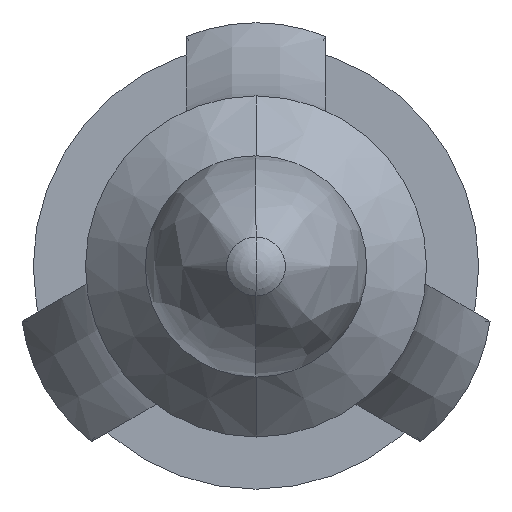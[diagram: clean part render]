
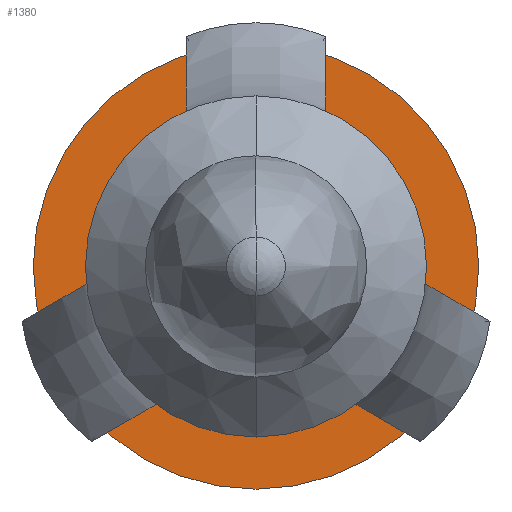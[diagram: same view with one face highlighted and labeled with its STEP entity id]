
A CAD part, left-side view. The second image highlights one B-rep face of the part: STEP entity #1380.
In plain terms, the highlighted planar face has unit normal (-1, 0, 0).
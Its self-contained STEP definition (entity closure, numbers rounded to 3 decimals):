
#252=CARTESIAN_POINT('',(0.,0.,0.));
#253=DIRECTION('',(1.,0.,0.));
#254=DIRECTION('',(0.,0.,1.));
#255=AXIS2_PLACEMENT_3D('',#252,#253,#254);
#257=CARTESIAN_POINT('',(0.,0.,0.));
#258=DIRECTION('',(1.,0.,0.));
#259=DIRECTION('',(0.,0.,-1.));
#260=AXIS2_PLACEMENT_3D('',#257,#258,#259);
#262=CARTESIAN_POINT('',(0.,0.,0.));
#263=DIRECTION('',(-1.,0.,0.));
#264=DIRECTION('',(0.,0.,1.));
#265=AXIS2_PLACEMENT_3D('',#262,#263,#264);
#267=CARTESIAN_POINT('',(0.,0.,0.));
#268=DIRECTION('',(-1.,0.,0.));
#269=DIRECTION('',(0.,0.,-1.));
#270=AXIS2_PLACEMENT_3D('',#267,#268,#269);
#897=CARTESIAN_POINT('',(0.,0.,-1.6));
#898=VERTEX_POINT('',#897);
#899=CARTESIAN_POINT('',(0.,0.,1.6));
#900=VERTEX_POINT('',#899);
#901=CARTESIAN_POINT('',(0.,0.,1.));
#902=CARTESIAN_POINT('',(0.,0.,-1.));
#903=VERTEX_POINT('',#901);
#904=VERTEX_POINT('',#902);
#1365=CARTESIAN_POINT('',(0.,0.,0.));
#1366=DIRECTION('',(1.,0.,0.));
#1367=DIRECTION('',(0.,0.,-1.));
#1368=AXIS2_PLACEMENT_3D('',#1365,#1366,#1367);
#1369=PLANE('',#1368);
#1370=ORIENTED_EDGE('',*,*,#1358,.T.);
#1371=ORIENTED_EDGE('',*,*,#1347,.T.);
#1372=EDGE_LOOP('',(#1370,#1371));
#1373=FACE_OUTER_BOUND('',#1372,.F.);
#1375=ORIENTED_EDGE('',*,*,#1374,.T.);
#1377=ORIENTED_EDGE('',*,*,#1376,.T.);
#1378=EDGE_LOOP('',(#1375,#1377));
#1379=FACE_BOUND('',#1378,.F.);
#1380=ADVANCED_FACE('',(#1373,#1379),#1369,.F.);
#256=CIRCLE('',#255,1.6);
#261=CIRCLE('',#260,1.6);
#266=CIRCLE('',#265,1.);
#271=CIRCLE('',#270,1.);
#1347=EDGE_CURVE('',#898,#900,#261,.T.);
#1358=EDGE_CURVE('',#900,#898,#256,.T.);
#1374=EDGE_CURVE('',#903,#904,#266,.T.);
#1376=EDGE_CURVE('',#904,#903,#271,.T.);
